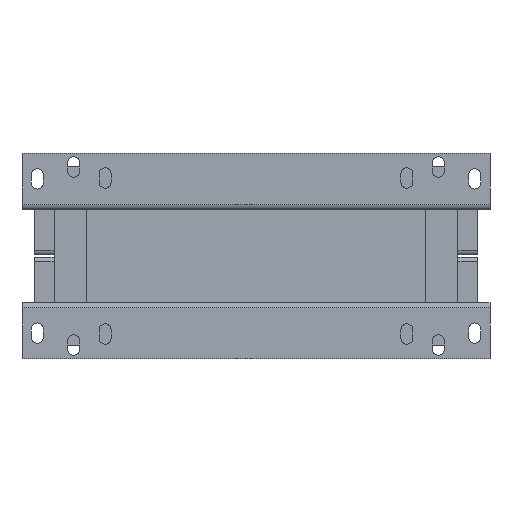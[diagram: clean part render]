
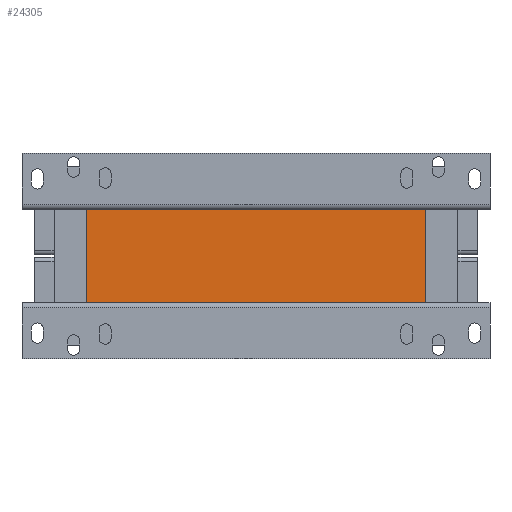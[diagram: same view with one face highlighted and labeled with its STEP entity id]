
A CAD part, front view. The second image highlights one B-rep face of the part: STEP entity #24305.
In plain terms, the highlighted planar face has unit normal (0, -1, 0).
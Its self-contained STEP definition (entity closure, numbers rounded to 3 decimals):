
#1090 = DIRECTION ( 'NONE',  ( 1., 0., 0. ) ) ;
#2178 = DIRECTION ( 'NONE',  ( 0., 0., 1. ) ) ;
#6121 = EDGE_LOOP ( 'NONE', ( #21303, #28060, #10303, #9017 ) ) ;
#6195 = CARTESIAN_POINT ( 'NONE',  ( -200., -200., 55. ) ) ;
#6513 = VERTEX_POINT ( 'NONE', #17586 ) ;
#8028 = EDGE_CURVE ( 'Defeature ausgef�hrt2_20+Defeature ausgef�hrt2_703+Defeature ausgef�hrt2_16+Defeature ausgef�hrt2_17', #6513, #15524, #10817, .T. ) ;
#9017 = ORIENTED_EDGE ( 'NONE', *, *, #19778, .T. ) ;
#9897 = CARTESIAN_POINT ( 'NONE',  ( 200., -200., 55. ) ) ;
#10303 = ORIENTED_EDGE ( 'NONE', *, *, #32748, .F. ) ;
#10817 = LINE ( 'NONE', #22055, #25650 ) ;
#11430 = CARTESIAN_POINT ( 'NONE',  ( -200., -200., 55. ) ) ;
#11486 = DIRECTION ( 'NONE',  ( 1., 0., 0. ) ) ;
#13029 = PLANE ( 'NONE',  #24371 ) ;
#13285 = DIRECTION ( 'NONE',  ( 0., 0., -1. ) ) ;
#13323 = VECTOR ( 'NONE', #14227, 1000. ) ;
#14227 = DIRECTION ( 'NONE',  ( 0., 0., -1. ) ) ;
#14624 = VERTEX_POINT ( 'NONE', #11430 ) ;
#15524 = VERTEX_POINT ( 'NONE', #34097 ) ;
#16532 = LINE ( 'NONE', #6195, #22305 ) ;
#16875 = FACE_OUTER_BOUND ( 'NONE', #6121, .T. ) ;
#17586 = CARTESIAN_POINT ( 'NONE',  ( -200., -200., -55. ) ) ;
#17987 = DIRECTION ( 'NONE',  ( 0., 1., 0. ) ) ;
#19303 = CARTESIAN_POINT ( 'NONE',  ( -200., -200., 55. ) ) ;
#19778 = EDGE_CURVE ( 'Defeature ausgef�hrt2_20+Defeature ausgef�hrt2_16+Defeature ausgef�hrt2_702+Defeature ausgef�hrt2_703', #14624, #6513, #27377, .T. ) ;
#20482 = LINE ( 'NONE', #28847, #32029 ) ;
#21303 = ORIENTED_EDGE ( 'NONE', *, *, #8028, .T. ) ;
#22055 = CARTESIAN_POINT ( 'NONE',  ( -200., -200., -55. ) ) ;
#22305 = VECTOR ( 'NONE', #1090, 1000. ) ;
#24305 = ADVANCED_FACE ( 'Defeature ausgef�hrt2_20', ( #16875 ), #13029, .F. ) ;
#24371 = AXIS2_PLACEMENT_3D ( 'NONE', #33956, #17987, #2178 ) ;
#24836 = VERTEX_POINT ( 'NONE', #9897 ) ;
#25516 = EDGE_CURVE ( 'Defeature ausgef�hrt2_17+Defeature ausgef�hrt2_20+Defeature ausgef�hrt2_702+Defeature ausgef�hrt2_703', #24836, #15524, #20482, .T. ) ;
#25650 = VECTOR ( 'NONE', #11486, 1000. ) ;
#27377 = LINE ( 'NONE', #19303, #13323 ) ;
#28060 = ORIENTED_EDGE ( 'NONE', *, *, #25516, .F. ) ;
#28847 = CARTESIAN_POINT ( 'NONE',  ( 200., -200., 55. ) ) ;
#32029 = VECTOR ( 'NONE', #13285, 1000. ) ;
#32748 = EDGE_CURVE ( 'Defeature ausgef�hrt2_702+Defeature ausgef�hrt2_20+Defeature ausgef�hrt2_16+Defeature ausgef�hrt2_17', #14624, #24836, #16532, .T. ) ;
#33956 = CARTESIAN_POINT ( 'NONE',  ( -200., -200., 55. ) ) ;
#34097 = CARTESIAN_POINT ( 'NONE',  ( 200., -200., -55. ) ) ;
